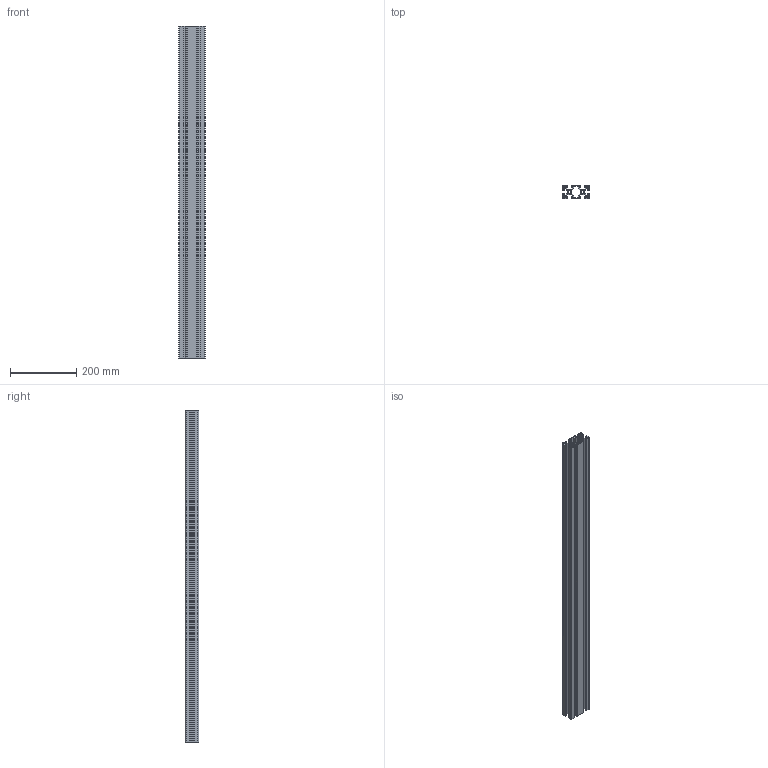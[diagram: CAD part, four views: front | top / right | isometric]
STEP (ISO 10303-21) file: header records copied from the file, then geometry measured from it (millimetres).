
FILE_DESCRIPTION (( 'STEP AP203' ), '1' );
FILE_NAME ('40X80 AÐIR KANAL 10.STEP', '2016-04-04T15:20:15', ( '' ), ( '' ), 'SwSTEP 2.0', 'SolidWorks 2016', '' );
FILE_SCHEMA (( 'CONFIG_CONTROL_DESIGN' ));
Length unit declared in the file: millimetre
Products named in the file (1): 40X80 A粁R KANAL 10
Bounding box: 80 x 40 x 1000 mm (x, y, z)
Volume: 1023274 mm3; surface area: 838717.1 mm2
Topology: 1 solids, 1 shells, 560 faces, 1674 edges, 1116 vertices
Faces by surface type: cylinder 298, plane 262
Entity records: 19139 total; most frequent: DIRECTION 3392, CARTESIAN_POINT 3351, ORIENTED_EDGE 3348, EDGE_CURVE 1674, AXIS2_PLACEMENT_3D 1157, VERTEX_POINT 1116, LINE 1078, VECTOR 1078
